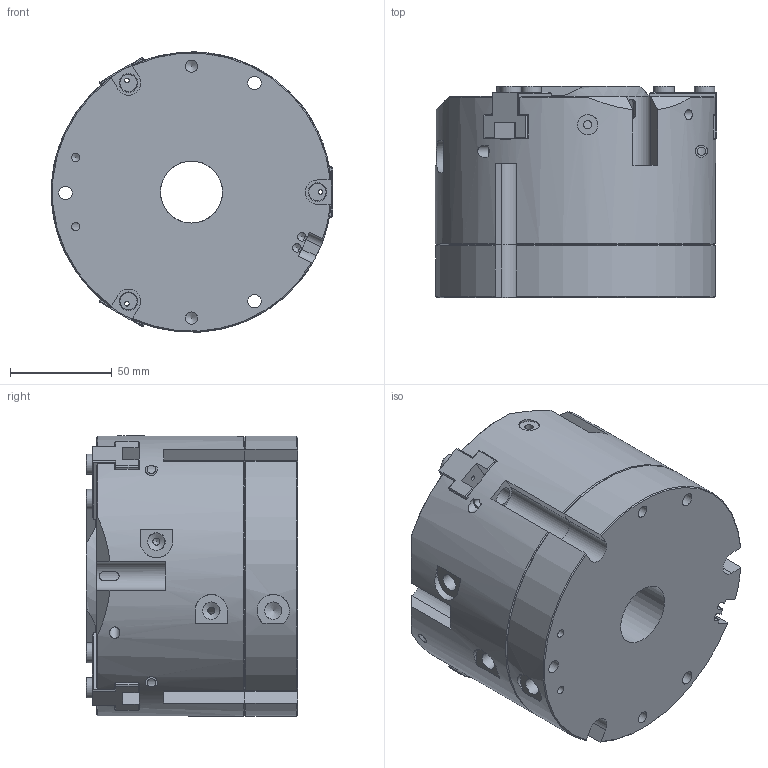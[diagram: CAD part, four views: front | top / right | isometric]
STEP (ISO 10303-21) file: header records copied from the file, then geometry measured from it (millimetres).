
FILE_DESCRIPTION(/* description */ (''),/* implementation_level */ '2;1');
FILE_NAME(/* name */ 'FBM-140-MC.stp',/* time_stamp */ '2021-07-20T09:16:26+02:00',/* author */ ('Francesca'),/* organization */ (''),/* preprocessor_version */ 'ST-DEVELOPER v17',/* originating_system */ 'Autodesk Inventor 2019',/* authorisation */ '');
FILE_SCHEMA (('AUTOMOTIVE_DESIGN { 1 0 10303 214 3 1 1 }'));
Length unit declared in the file: millimetre
Products named in the file (8): FBM-140-MC; FBM-140-CORPO (EX MFB)-CLIENTE; MFB-140-COPERCHIO; BOCCOLA 10H7L7; PZP100-GRIFFA C1-CLIENTE; ISO 7380-1 - M4 x 8; MFB-140-FONDELLO-MC-MA-CLIENTE; MFB-140-TUBO
Assembly tree (16 placements, depth 2):
  FBM-140-MC
    FBM-140-CORPO (EX MFB)-CLIENTE
    MFB-140-COPERCHIO
    BOCCOLA 10H7L7  x6
    PZP100-GRIFFA C1-CLIENTE  x3
    ISO 7380-1 - M4 x 8  x3
    MFB-140-FONDELLO-MC-MA-CLIENTE
    MFB-140-TUBO
Bounding box: 138.5 x 104 x 137.89 mm (x, y, z)
Volume: 1131300.3 mm3; surface area: 192542.1 mm2
Topology: 16 solids, 16 shells, 598 faces, 1696 edges, 1145 vertices
Faces by surface type: plane 337, cylinder 161, cone 94, torus 3, bspline 3
Full cylindrical faces by diameter (mm): 2.459 x3, 3.242 x6, 3.5 x2, 4 x3, 4.134 x8, 4.5 x3, 4.917 x6, 5 x3, 6 x5, 6.2 x6, 6.647 x3, 7.6 x3, 8 x3, 8.5 x3, 8.566 x3, 9 x3, 9.1 x3, 10 x13, 13.1 x3, 30.5 x3, 40 x2, 54 x1, 58 x1, 98.5 x1, 105 x3, 109.2 x1, 110.8 x1, 138 x1
Entity records: 14731 total; most frequent: CARTESIAN_POINT 3628, DIRECTION 2278, ORIENTED_EDGE 2262, EDGE_CURVE 1131, AXIS2_PLACEMENT_3D 846, VERTEX_POINT 773, LINE 586, VECTOR 586
